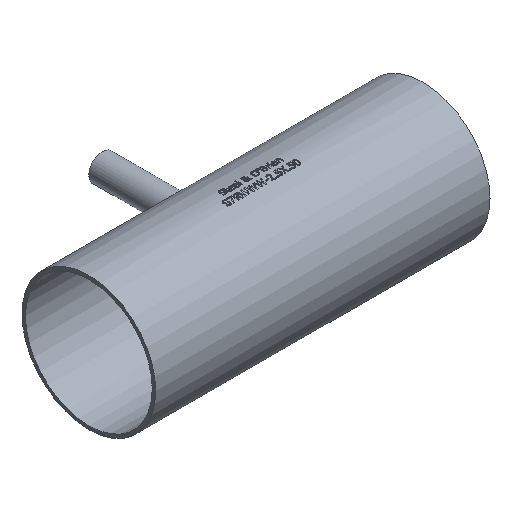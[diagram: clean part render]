
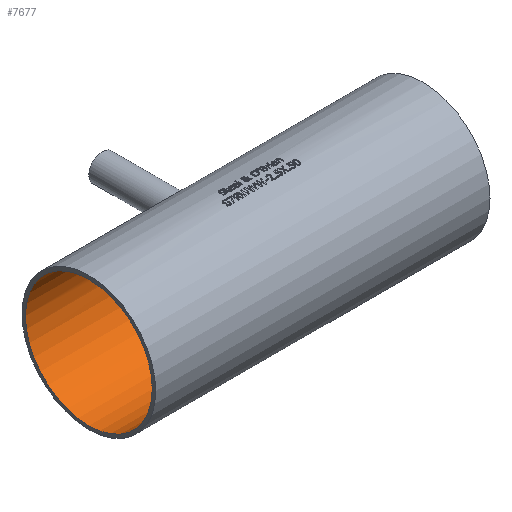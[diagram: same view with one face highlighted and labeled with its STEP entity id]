
A CAD part, isometric view. The second image highlights one B-rep face of the part: STEP entity #7677.
In plain terms, the highlighted cylindrical face has radius 30.099 mm (diameter 60.198 mm), a full revolution.
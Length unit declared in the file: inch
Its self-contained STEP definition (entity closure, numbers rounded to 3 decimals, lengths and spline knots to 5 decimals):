
#142=FACE_BOUND('',#1406,.T.);
#143=FACE_BOUND('',#1407,.T.);
#144=FACE_BOUND('',#1408,.T.);
#1406=EDGE_LOOP('',(#7179));
#1407=EDGE_LOOP('',(#7180));
#1408=EDGE_LOOP('',(#7181));
#2626=CIRCLE('',#8118,1.185);
#2627=CIRCLE('',#8119,1.185);
#3012=B_SPLINE_CURVE_WITH_KNOTS('',3,(#16853,#16854,#16855,#16856,#16857,
#16858,#16859,#16860,#16861,#16862,#16863,#16864,#16865,#16866,#16867,#16868,
#16869,#16870,#16871,#16872,#16873,#16874,#16875,#16876,#16877,#16878,#16879,
#16880,#16881,#16882,#16883,#16884,#16885,#16886),.UNSPECIFIED.,.T.,.F.,
(4,2,2,2,2,2,2,2,2,2,2,2,2,2,2,2,4),(0.,0.17732,0.35464,
0.53195,0.70927,0.88658,1.0639,
1.24122,1.41854,1.59586,1.77317,1.95049,
2.1278,2.30512,2.48243,2.65975,2.83707),
 .UNSPECIFIED.);
#3771=VERTEX_POINT('',#16852);
#3772=VERTEX_POINT('',#16888);
#3773=VERTEX_POINT('',#16890);
#4909=EDGE_CURVE('',#3771,#3771,#3012,.T.);
#4910=EDGE_CURVE('',#3772,#3772,#2626,.T.);
#4911=EDGE_CURVE('',#3773,#3773,#2627,.T.);
#7179=ORIENTED_EDGE('',*,*,#4909,.T.);
#7180=ORIENTED_EDGE('',*,*,#4910,.F.);
#7181=ORIENTED_EDGE('',*,*,#4911,.F.);
#7229=CYLINDRICAL_SURFACE('',#8117,1.185);
#7677=ADVANCED_FACE('',(#142,#143,#144),#7229,.F.);
#8117=AXIS2_PLACEMENT_3D('',#16887,#9535,#9536);
#8118=AXIS2_PLACEMENT_3D('',#16889,#9537,#9538);
#8119=AXIS2_PLACEMENT_3D('',#16891,#9539,#9540);
#9535=DIRECTION('center_axis',(-1.,0.,0.));
#9536=DIRECTION('ref_axis',(0.,0.,1.));
#9537=DIRECTION('center_axis',(1.,0.,0.));
#9538=DIRECTION('ref_axis',(0.,0.,1.));
#9539=DIRECTION('center_axis',(-1.,0.,0.));
#9540=DIRECTION('ref_axis',(0.,0.,1.));
#16852=CARTESIAN_POINT('',(0.,1.17047,0.185));
#16853=CARTESIAN_POINT('Ctrl Pts',(0.,1.17047,
0.185));
#16854=CARTESIAN_POINT('Ctrl Pts',(0.02327,1.17047,
0.185));
#16855=CARTESIAN_POINT('Ctrl Pts',(0.04806,1.17124,
0.18034));
#16856=CARTESIAN_POINT('Ctrl Pts',(0.09363,1.17399,
0.16145));
#16857=CARTESIAN_POINT('Ctrl Pts',(0.11441,1.17594,0.14722));
#16858=CARTESIAN_POINT('Ctrl Pts',(0.14722,1.17958,0.11441));
#16859=CARTESIAN_POINT('Ctrl Pts',(0.16145,1.18152,0.09363));
#16860=CARTESIAN_POINT('Ctrl Pts',(0.18034,1.18424,0.04806));
#16861=CARTESIAN_POINT('Ctrl Pts',(0.185,1.185,0.02327));
#16862=CARTESIAN_POINT('Ctrl Pts',(0.185,1.185,-0.02327));
#16863=CARTESIAN_POINT('Ctrl Pts',(0.18034,1.18424,-0.04806));
#16864=CARTESIAN_POINT('Ctrl Pts',(0.16145,1.18152,-0.09363));
#16865=CARTESIAN_POINT('Ctrl Pts',(0.14722,1.17958,-0.11441));
#16866=CARTESIAN_POINT('Ctrl Pts',(0.11441,1.17594,-0.14722));
#16867=CARTESIAN_POINT('Ctrl Pts',(0.09363,1.17399,
-0.16145));
#16868=CARTESIAN_POINT('Ctrl Pts',(0.04806,1.17124,
-0.18034));
#16869=CARTESIAN_POINT('Ctrl Pts',(0.02327,1.17047,
-0.185));
#16870=CARTESIAN_POINT('Ctrl Pts',(-0.02327,1.17047,
-0.185));
#16871=CARTESIAN_POINT('Ctrl Pts',(-0.04806,1.17124,
-0.18034));
#16872=CARTESIAN_POINT('Ctrl Pts',(-0.09363,1.17399,
-0.16145));
#16873=CARTESIAN_POINT('Ctrl Pts',(-0.11441,1.17594,
-0.14722));
#16874=CARTESIAN_POINT('Ctrl Pts',(-0.14722,1.17958,-0.11441));
#16875=CARTESIAN_POINT('Ctrl Pts',(-0.16145,1.18152,-0.09363));
#16876=CARTESIAN_POINT('Ctrl Pts',(-0.18034,1.18424,
-0.04806));
#16877=CARTESIAN_POINT('Ctrl Pts',(-0.185,1.185,-0.02327));
#16878=CARTESIAN_POINT('Ctrl Pts',(-0.185,1.185,0.02327));
#16879=CARTESIAN_POINT('Ctrl Pts',(-0.18034,1.18424,
0.04806));
#16880=CARTESIAN_POINT('Ctrl Pts',(-0.16145,1.18152,0.09363));
#16881=CARTESIAN_POINT('Ctrl Pts',(-0.14722,1.17958,0.11441));
#16882=CARTESIAN_POINT('Ctrl Pts',(-0.11441,1.17594,
0.14722));
#16883=CARTESIAN_POINT('Ctrl Pts',(-0.09363,1.17399,
0.16145));
#16884=CARTESIAN_POINT('Ctrl Pts',(-0.04806,1.17124,
0.18034));
#16885=CARTESIAN_POINT('Ctrl Pts',(-0.02327,1.17047,
0.185));
#16886=CARTESIAN_POINT('Ctrl Pts',(0.,1.17047,0.185));
#16887=CARTESIAN_POINT('Origin',(3.125,0.,0.));
#16888=CARTESIAN_POINT('',(-3.125,0.,-1.185));
#16889=CARTESIAN_POINT('Origin',(-3.125,0.,0.));
#16890=CARTESIAN_POINT('',(3.125,0.,-1.185));
#16891=CARTESIAN_POINT('Origin',(3.125,0.,0.));
